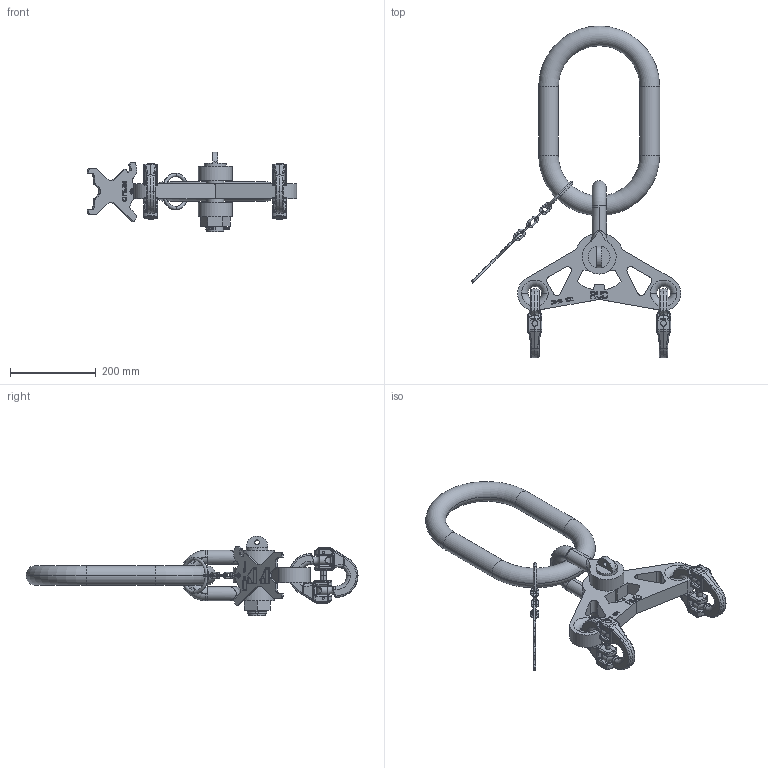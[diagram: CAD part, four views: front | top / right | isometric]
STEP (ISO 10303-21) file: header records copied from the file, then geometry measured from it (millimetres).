
FILE_DESCRIPTION((''),'2;1');
FILE_NAME('001-M34963-P-5_ASM','2019-01-24T',('anja.joas'),(''),'PRO/ENGINEER BY PARAMETRIC TECHNOLOGY CORPORATION, 2011490','PRO/ENGINEER BY PARAMETRIC TECHNOLOGY CORPORATION, 2011490','');
FILE_SCHEMA(('CONFIG_CONTROL_DESIGN'));
Length unit declared in the file: millimetre
Products named in the file (12): 001-M34554-P-5; 001-M31471-P-1; 001-M34674-P-2; 001-M34299-P-1; 001-M34299-P-2; 001-M34299-P-2_ASM; 001-M31128-V04; 001-M31129-P-3; 001-M33743-001; 001-M31130-003_ASM; 001-M33740-P-1; 001-M34963-P-5_ASM
Assembly tree (15 placements, depth 3):
  001-M34963-P-5_ASM
    001-M34554-P-5
    001-M31471-P-1
    001-M34674-P-2
    001-M34299-P-2_ASM  x2
      001-M34299-P-1
      001-M34299-P-2
    001-M31128-V04
    001-M31129-P-3  x2
    001-M31130-003_ASM
      001-M33743-001  x3
    001-M33740-P-1
Bounding box: 488.05 x 773.55 x 185.9 mm (x, y, z)
Volume: 4438209.6 mm3; surface area: 540058 mm2
Topology: 14 solids, 14 shells, 3220 faces, 8581 edges, 5486 vertices
Faces by surface type: plane 2173, cylinder 466, bspline 340, torus 169, cone 72
Entity records: 84432 total; most frequent: CARTESIAN_POINT 28373, ORIENTED_EDGE 12278, DIRECTION 10554, EDGE_CURVE 6139, VECTOR 4670, LINE 4670, VERTEX_POINT 3970, AXIS2_PLACEMENT_3D 2942
